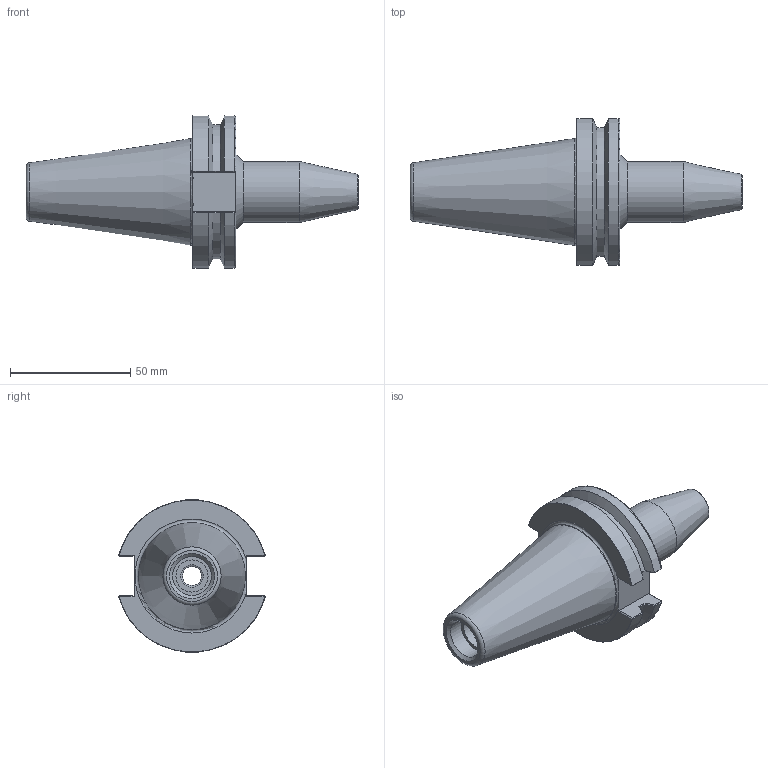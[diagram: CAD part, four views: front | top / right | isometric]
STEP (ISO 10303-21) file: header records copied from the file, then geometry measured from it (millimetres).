
FILE_DESCRIPTION(/* description */ (''),/* implementation_level */ '2;1');
FILE_NAME(/* name */ 'CAT40 SF.3125-2.75D.step',/* time_stamp */ '2025-07-08T15:08:06-05:00',/* author */ (''),/* organization */ (''),/* preprocessor_version */ 'ST-DEVELOPER v20.1',/* originating_system */ 'Autodesk Translation Framework v14.10.0.0',/* authorisation */ '');
FILE_SCHEMA (('AUTOMOTIVE_DESIGN { 1 0 10303 214 3 1 1 }'));
Length unit declared in the file: inch
Products named in the file (3): CAT40 Dual Contact Template; CAT40 Dual Contact 2.69 v1; CAT40 EM20-63
Assembly tree (2 placements, depth 2):
  CAT40 Dual Contact Template
    CAT40 Dual Contact 2.69 v1
    CAT40 EM20-63
Bounding box: 138.18 x 61.14 x 63.26 mm (x, y, z)
Volume: 120702.4 mm3; surface area: 25140.9 mm2
Topology: 1 solids, 1 shells, 80 faces, 209 edges, 134 vertices
Faces by surface type: plane 32, bspline 16, cylinder 13, cone 12, torus 7
Full cylindrical faces by diameter (mm): 7.938 x1, 9.461 x1, 11.112 x1, 13.386 x1, 16.256 x1, 25.4 x1, 44.45 x1
Entity records: 3144 total; most frequent: CARTESIAN_POINT 1177, ORIENTED_EDGE 416, DIRECTION 356, EDGE_CURVE 208, VERTEX_POINT 134, AXIS2_PLACEMENT_3D 124, LINE 108, VECTOR 108
